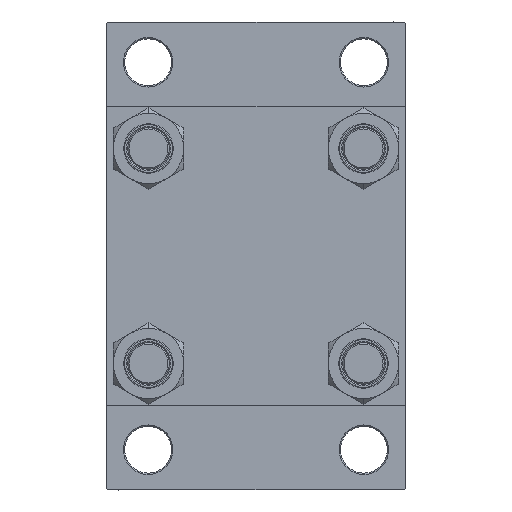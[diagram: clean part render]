
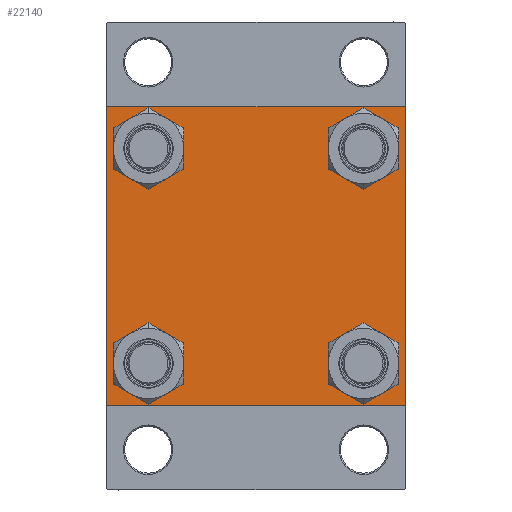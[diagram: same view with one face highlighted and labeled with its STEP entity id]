
A CAD part, left-side view. The second image highlights one B-rep face of the part: STEP entity #22140.
In plain terms, the highlighted planar face has unit normal (-1, 0, 0).
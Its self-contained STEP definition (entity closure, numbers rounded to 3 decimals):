
#335 = CARTESIAN_POINT ( 'NONE',  ( 0., 57.5, -57.5 ) ) ;
#840 = CARTESIAN_POINT ( 'NONE',  ( 0., -57.5, 57. ) ) ;
#1133 = DIRECTION ( 'NONE',  ( 0., 0., 1. ) ) ;
#1244 = VECTOR ( 'NONE', #46231, 1000. ) ;
#1453 = DIRECTION ( 'NONE',  ( 0., 0.707, 0.707 ) ) ;
#1827 = CARTESIAN_POINT ( 'NONE',  ( 0., -41.35, 49.85 ) ) ;
#2034 = VECTOR ( 'NONE', #35875, 1000. ) ;
#3167 = CARTESIAN_POINT ( 'NONE',  ( 0., 57.25, -57.25 ) ) ;
#3195 = CARTESIAN_POINT ( 'NONE',  ( 0., 57.5, 57.5 ) ) ;
#3331 = VERTEX_POINT ( 'NONE', #1827 ) ;
#3335 = CARTESIAN_POINT ( 'NONE',  ( 0., -41.35, -49.85 ) ) ;
#3699 = DIRECTION ( 'NONE',  ( 0., 0., 1. ) ) ;
#3882 = AXIS2_PLACEMENT_3D ( 'NONE', #11160, #18880, #4114 ) ;
#3887 = AXIS2_PLACEMENT_3D ( 'NONE', #6149, #28404, #3699 ) ;
#4093 = CARTESIAN_POINT ( 'NONE',  ( 0., -57., 57.5 ) ) ;
#4114 = DIRECTION ( 'NONE',  ( 0., 0., 1. ) ) ;
#4117 = CARTESIAN_POINT ( 'NONE',  ( 0., -41.35, -41.35 ) ) ;
#4264 = CARTESIAN_POINT ( 'NONE',  ( 0., -41.35, 41.35 ) ) ;
#4377 = VERTEX_POINT ( 'NONE', #39818 ) ;
#4777 = VERTEX_POINT ( 'NONE', #5213 ) ;
#5213 = CARTESIAN_POINT ( 'NONE',  ( 0., 57.5, -57. ) ) ;
#5358 = CIRCLE ( 'NONE', #47845, 8.5 ) ;
#5361 = ORIENTED_EDGE ( 'NONE', *, *, #8650, .T. ) ;
#5798 = VERTEX_POINT ( 'NONE', #33547 ) ;
#5944 = VERTEX_POINT ( 'NONE', #43859 ) ;
#6149 = CARTESIAN_POINT ( 'NONE',  ( 0., 41.35, 41.35 ) ) ;
#6982 = EDGE_CURVE ( 'NONE', #26033, #5944, #15108, .T. ) ;
#7125 = VERTEX_POINT ( 'NONE', #4093 ) ;
#7241 = DIRECTION ( 'NONE',  ( 0., -0.707, 0.707 ) ) ;
#7755 = DIRECTION ( 'NONE',  ( 0., 0., 1. ) ) ;
#7811 = EDGE_CURVE ( 'NONE', #13795, #19451, #47583, .T. ) ;
#8650 = EDGE_CURVE ( 'NONE', #5798, #4777, #17712, .T. ) ;
#8872 = EDGE_CURVE ( 'NONE', #40169, #28016, #20566, .T. ) ;
#9250 = EDGE_CURVE ( 'NONE', #4377, #12262, #32954, .T. ) ;
#9542 = ORIENTED_EDGE ( 'NONE', *, *, #26643, .T. ) ;
#9714 = ORIENTED_EDGE ( 'NONE', *, *, #7811, .T. ) ;
#9761 = CARTESIAN_POINT ( 'NONE',  ( 0., 41.35, -32.85 ) ) ;
#9873 = DIRECTION ( 'NONE',  ( 1., 0., 0. ) ) ;
#10239 = DIRECTION ( 'NONE',  ( 1., 0., 0. ) ) ;
#11160 = CARTESIAN_POINT ( 'NONE',  ( 0., -41.35, 41.35 ) ) ;
#11588 = ORIENTED_EDGE ( 'NONE', *, *, #18569, .T. ) ;
#12218 = DIRECTION ( 'NONE',  ( 0., 0., 1. ) ) ;
#12262 = VERTEX_POINT ( 'NONE', #36030 ) ;
#12605 = CARTESIAN_POINT ( 'NONE',  ( 0., -57.5, 57.5 ) ) ;
#13326 = LINE ( 'NONE', #45765, #24645 ) ;
#13484 = FACE_BOUND ( 'NONE', #17187, .T. ) ;
#13718 = FACE_BOUND ( 'NONE', #26657, .T. ) ;
#13795 = VERTEX_POINT ( 'NONE', #34872 ) ;
#13867 = ORIENTED_EDGE ( 'NONE', *, *, #9250, .T. ) ;
#14132 = CIRCLE ( 'NONE', #34997, 8.5 ) ;
#14444 = DIRECTION ( 'NONE',  ( 0., 0., 1. ) ) ;
#14520 = ORIENTED_EDGE ( 'NONE', *, *, #44630, .T. ) ;
#14888 = EDGE_CURVE ( 'NONE', #4777, #26033, #39717, .T. ) ;
#15108 = LINE ( 'NONE', #335, #20532 ) ;
#16227 = LINE ( 'NONE', #41153, #28002 ) ;
#17187 = EDGE_LOOP ( 'NONE', ( #41894, #31957 ) ) ;
#17493 = EDGE_CURVE ( 'NONE', #19451, #13795, #30033, .T. ) ;
#17712 = LINE ( 'NONE', #3195, #2034 ) ;
#18120 = CARTESIAN_POINT ( 'NONE',  ( 0., 57.5, 57.5 ) ) ;
#18569 = EDGE_CURVE ( 'NONE', #32026, #40549, #5358, .T. ) ;
#18880 = DIRECTION ( 'NONE',  ( 1., 0., 0. ) ) ;
#19062 = AXIS2_PLACEMENT_3D ( 'NONE', #46662, #9873, #14444 ) ;
#19451 = VERTEX_POINT ( 'NONE', #3335 ) ;
#20532 = VECTOR ( 'NONE', #36892, 1000. ) ;
#20566 = LINE ( 'NONE', #12605, #1244 ) ;
#20979 = FACE_BOUND ( 'NONE', #36650, .T. ) ;
#21120 = DIRECTION ( 'NONE',  ( 0., 0., 1. ) ) ;
#21797 = EDGE_CURVE ( 'NONE', #29777, #7125, #39435, .T. ) ;
#22140 = ADVANCED_FACE ( 'NONE', ( #13484, #32812, #13718, #20979, #25545 ), #35493, .T. ) ;
#22269 = DIRECTION ( 'NONE',  ( 1., 0., 0. ) ) ;
#22440 = VECTOR ( 'NONE', #36747, 1000. ) ;
#22444 = EDGE_CURVE ( 'NONE', #12262, #4377, #24761, .T. ) ;
#24645 = VECTOR ( 'NONE', #39211, 1000. ) ;
#24761 = CIRCLE ( 'NONE', #3887, 8.5 ) ;
#25545 = FACE_OUTER_BOUND ( 'NONE', #44427, .T. ) ;
#26033 = VERTEX_POINT ( 'NONE', #41639 ) ;
#26077 = LINE ( 'NONE', #40397, #32694 ) ;
#26093 = VERTEX_POINT ( 'NONE', #35326 ) ;
#26155 = CIRCLE ( 'NONE', #32368, 8.5 ) ;
#26163 = VECTOR ( 'NONE', #28812, 1000. ) ;
#26643 = EDGE_CURVE ( 'NONE', #40549, #32026, #14132, .T. ) ;
#26657 = EDGE_LOOP ( 'NONE', ( #11588, #9542 ) ) ;
#26774 = DIRECTION ( 'NONE',  ( 1., 0., 0. ) ) ;
#27073 = CIRCLE ( 'NONE', #3882, 8.5 ) ;
#27266 = CARTESIAN_POINT ( 'NONE',  ( 0., -41.35, -41.35 ) ) ;
#27614 = CARTESIAN_POINT ( 'NONE',  ( 0., -57.5, -57. ) ) ;
#28002 = VECTOR ( 'NONE', #1453, 1000. ) ;
#28016 = VERTEX_POINT ( 'NONE', #27614 ) ;
#28047 = ORIENTED_EDGE ( 'NONE', *, *, #8872, .F. ) ;
#28404 = DIRECTION ( 'NONE',  ( 1., 0., 0. ) ) ;
#28609 = CARTESIAN_POINT ( 'NONE',  ( 0., 41.35, -41.35 ) ) ;
#28639 = AXIS2_PLACEMENT_3D ( 'NONE', #46645, #40327, #35742 ) ;
#28812 = DIRECTION ( 'NONE',  ( 0., -0.707, -0.707 ) ) ;
#29056 = AXIS2_PLACEMENT_3D ( 'NONE', #4117, #22269, #7755 ) ;
#29066 = ORIENTED_EDGE ( 'NONE', *, *, #21797, .F. ) ;
#29777 = VERTEX_POINT ( 'NONE', #41808 ) ;
#30033 = CIRCLE ( 'NONE', #38564, 8.5 ) ;
#30388 = ORIENTED_EDGE ( 'NONE', *, *, #14888, .T. ) ;
#31673 = EDGE_CURVE ( 'NONE', #26093, #3331, #26155, .T. ) ;
#31957 = ORIENTED_EDGE ( 'NONE', *, *, #31673, .T. ) ;
#32026 = VERTEX_POINT ( 'NONE', #9761 ) ;
#32368 = AXIS2_PLACEMENT_3D ( 'NONE', #4264, #33779, #41296 ) ;
#32514 = EDGE_CURVE ( 'NONE', #29777, #5798, #13326, .T. ) ;
#32694 = VECTOR ( 'NONE', #7241, 1000. ) ;
#32812 = FACE_BOUND ( 'NONE', #45715, .T. ) ;
#32954 = CIRCLE ( 'NONE', #19062, 8.5 ) ;
#33547 = CARTESIAN_POINT ( 'NONE',  ( 0., 57.5, 57. ) ) ;
#33779 = DIRECTION ( 'NONE',  ( 1., 0., 0. ) ) ;
#34162 = ORIENTED_EDGE ( 'NONE', *, *, #17493, .T. ) ;
#34433 = ORIENTED_EDGE ( 'NONE', *, *, #6982, .T. ) ;
#34748 = ORIENTED_EDGE ( 'NONE', *, *, #22444, .T. ) ;
#34872 = CARTESIAN_POINT ( 'NONE',  ( 0., -41.35, -32.85 ) ) ;
#34997 = AXIS2_PLACEMENT_3D ( 'NONE', #28609, #10239, #21120 ) ;
#35326 = CARTESIAN_POINT ( 'NONE',  ( 0., -41.35, 32.85 ) ) ;
#35493 = PLANE ( 'NONE',  #28639 ) ;
#35742 = DIRECTION ( 'NONE',  ( 0., 0., 1. ) ) ;
#35783 = EDGE_CURVE ( 'NONE', #3331, #26093, #27073, .T. ) ;
#35875 = DIRECTION ( 'NONE',  ( 0., 0., -1. ) ) ;
#36030 = CARTESIAN_POINT ( 'NONE',  ( 0., 41.35, 32.85 ) ) ;
#36650 = EDGE_LOOP ( 'NONE', ( #13867, #34748 ) ) ;
#36738 = CARTESIAN_POINT ( 'NONE',  ( 0., 41.35, -41.35 ) ) ;
#36747 = DIRECTION ( 'NONE',  ( 0., -1., 0. ) ) ;
#36892 = DIRECTION ( 'NONE',  ( 0., -1., 0. ) ) ;
#38564 = AXIS2_PLACEMENT_3D ( 'NONE', #27266, #26774, #1133 ) ;
#39211 = DIRECTION ( 'NONE',  ( 0., 0.707, -0.707 ) ) ;
#39435 = LINE ( 'NONE', #18120, #22440 ) ;
#39717 = LINE ( 'NONE', #3167, #26163 ) ;
#39818 = CARTESIAN_POINT ( 'NONE',  ( 0., 41.35, 49.85 ) ) ;
#40169 = VERTEX_POINT ( 'NONE', #840 ) ;
#40327 = DIRECTION ( 'NONE',  ( -1., 0., 0. ) ) ;
#40397 = CARTESIAN_POINT ( 'NONE',  ( 0., -57.25, -57.25 ) ) ;
#40549 = VERTEX_POINT ( 'NONE', #46817 ) ;
#41153 = CARTESIAN_POINT ( 'NONE',  ( 0., -57.25, 57.25 ) ) ;
#41296 = DIRECTION ( 'NONE',  ( 0., 0., 1. ) ) ;
#41639 = CARTESIAN_POINT ( 'NONE',  ( 0., 57., -57.5 ) ) ;
#41808 = CARTESIAN_POINT ( 'NONE',  ( 0., 57., 57.5 ) ) ;
#41894 = ORIENTED_EDGE ( 'NONE', *, *, #35783, .T. ) ;
#43859 = CARTESIAN_POINT ( 'NONE',  ( 0., -57., -57.5 ) ) ;
#44427 = EDGE_LOOP ( 'NONE', ( #5361, #30388, #34433, #45593, #28047, #14520, #29066, #44763 ) ) ;
#44630 = EDGE_CURVE ( 'NONE', #40169, #7125, #16227, .T. ) ;
#44763 = ORIENTED_EDGE ( 'NONE', *, *, #32514, .T. ) ;
#45367 = DIRECTION ( 'NONE',  ( 1., 0., 0. ) ) ;
#45593 = ORIENTED_EDGE ( 'NONE', *, *, #45783, .T. ) ;
#45715 = EDGE_LOOP ( 'NONE', ( #9714, #34162 ) ) ;
#45765 = CARTESIAN_POINT ( 'NONE',  ( 0., 57.25, 57.25 ) ) ;
#45783 = EDGE_CURVE ( 'NONE', #5944, #28016, #26077, .T. ) ;
#46231 = DIRECTION ( 'NONE',  ( 0., 0., -1. ) ) ;
#46645 = CARTESIAN_POINT ( 'NONE',  ( 0., 0., 0. ) ) ;
#46662 = CARTESIAN_POINT ( 'NONE',  ( 0., 41.35, 41.35 ) ) ;
#46817 = CARTESIAN_POINT ( 'NONE',  ( 0., 41.35, -49.85 ) ) ;
#47583 = CIRCLE ( 'NONE', #29056, 8.5 ) ;
#47845 = AXIS2_PLACEMENT_3D ( 'NONE', #36738, #45367, #12218 ) ;
